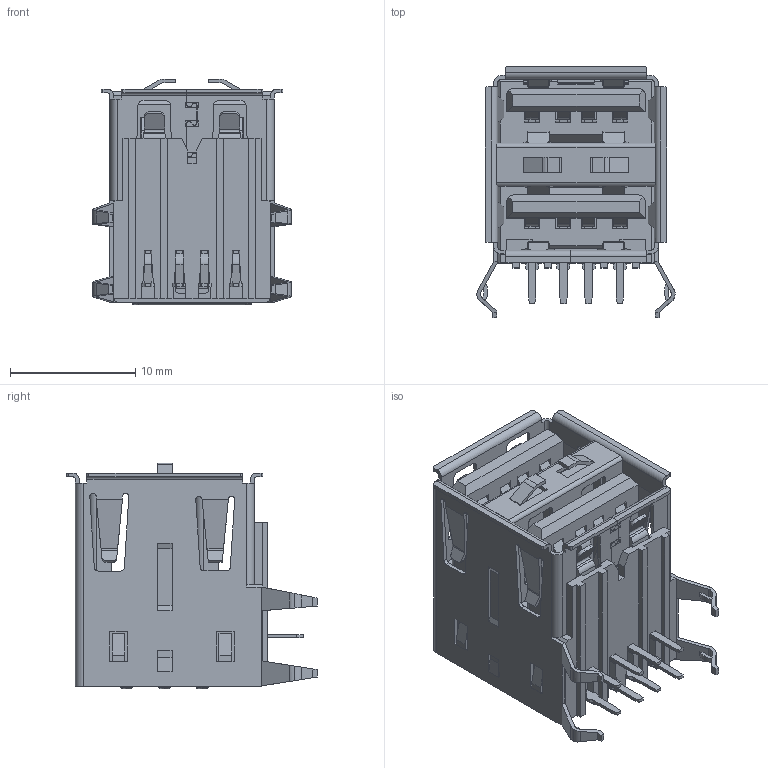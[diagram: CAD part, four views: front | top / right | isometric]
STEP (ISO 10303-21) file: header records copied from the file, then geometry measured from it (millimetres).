
FILE_DESCRIPTION (( 'STEP AP214' ), '1' );
FILE_NAME ('690N208P124-021.STEP', '2021-01-14T15:58:59', ( '' ), ( '' ), 'SwSTEP 2.0', 'SolidWorks 2020', '' );
FILE_SCHEMA (( 'AUTOMOTIVE_DESIGN' ));
Length unit declared in the file: millimetre
Products named in the file (6): 690N208P124-021; Shell2 690N208PX24-02X; Shell 690N208PX24-02X; Insulator 690N208PX24-02X_Black; Contact Upper 690N208PX24-02X; Contact Lower 690N208PX24-02X
Assembly tree (11 placements, depth 2):
  690N208P124-021
    Insulator 690N208PX24-02X_Black
    Contact Lower 690N208PX24-02X  x4
    Contact Upper 690N208PX24-02X  x4
    Shell 690N208PX24-02X
    Shell2 690N208PX24-02X
Bounding box: 15.8 x 19.98 x 18 mm (x, y, z)
Volume: 1547.5 mm3; surface area: 5492.1 mm2
Topology: 11 solids, 11 shells, 1804 faces, 5172 edges, 3398 vertices
Faces by surface type: plane 1420, cylinder 337, bspline 25, torus 18, cone 4
Entity records: 48496 total; most frequent: CARTESIAN_POINT 10054, ORIENTED_EDGE 8364, DIRECTION 7367, EDGE_CURVE 4182, LINE 3393, VECTOR 3393, VERTEX_POINT 2738, AXIS2_PLACEMENT_3D 1987
